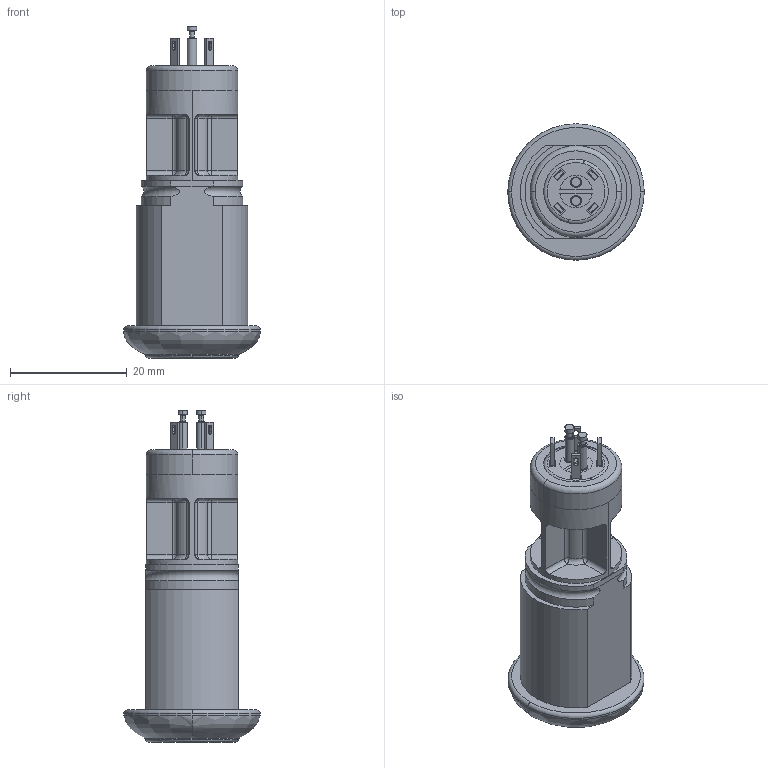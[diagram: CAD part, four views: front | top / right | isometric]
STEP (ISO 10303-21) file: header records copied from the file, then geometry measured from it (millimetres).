
FILE_DESCRIPTION((''),'2;1');
FILE_NAME('58YY50057_SW0003','2015-03-02T',('amercuri'),(''),'PRO/ENGINEER BY PARAMETRIC TECHNOLOGY CORPORATION, 2011490','PRO/ENGINEER BY PARAMETRIC TECHNOLOGY CORPORATION, 2011490','');
FILE_SCHEMA(('CONFIG_CONTROL_DESIGN'));
Length unit declared in the file: inch
Products named in the file (1): 58YY50057_SW0003
Bounding box: 23.37 x 23.37 x 56.85 mm (x, y, z)
Surface area: 4576.8 mm2 (no closed solid volume)
Topology: 0 solids, 14 shells, 182 faces, 466 edges, 312 vertices
Faces by surface type: plane 74, cylinder 64, torus 26, sphere 16, revolution 2
Entity records: 5792 total; most frequent: CARTESIAN_POINT 1220, DIRECTION 1006, ORIENTED_EDGE 844, EDGE_CURVE 466, AXIS2_PLACEMENT_3D 380, VERTEX_POINT 312, VECTOR 244, LINE 244
